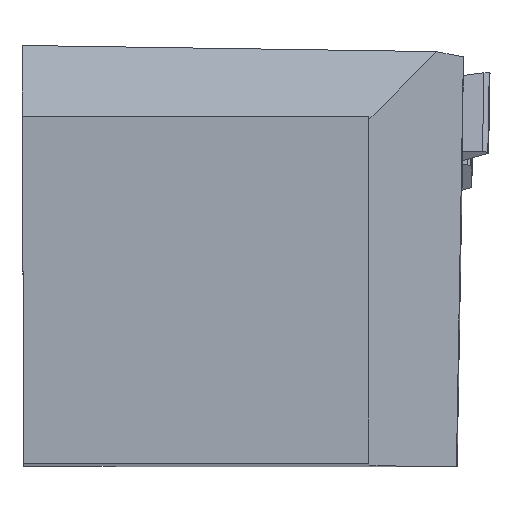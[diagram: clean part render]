
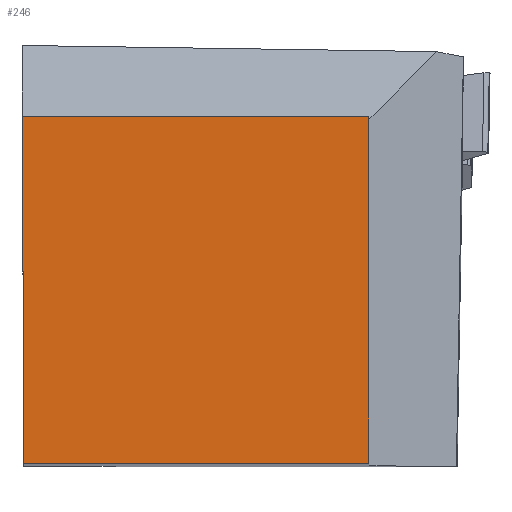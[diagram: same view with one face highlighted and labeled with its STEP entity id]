
A CAD part, top view. The second image highlights one B-rep face of the part: STEP entity #246.
In plain terms, the highlighted planar face has unit normal (0, 0, 1).
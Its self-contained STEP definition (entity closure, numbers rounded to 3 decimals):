
#246=ADVANCED_FACE('BLANK_BOXF006',(#368),#296,.F.);
#296=PLANE('',#1764);
#368=FACE_OUTER_BOUND('',#450,.T.);
#450=EDGE_LOOP('',(#848,#849,#850,#851));
#848=ORIENTED_EDGE('',*,*,#1254,.T.);
#849=ORIENTED_EDGE('',*,*,#1255,.T.);
#850=ORIENTED_EDGE('',*,*,#1256,.T.);
#851=ORIENTED_EDGE('',*,*,#1257,.T.);
#1048=VERTEX_POINT('',#3639);
#1049=VERTEX_POINT('',#3640);
#1050=VERTEX_POINT('',#3642);
#1051=VERTEX_POINT('',#3644);
#1254=EDGE_CURVE('',#1048,#1049,#1403,.T.);
#1255=EDGE_CURVE('',#1049,#1050,#1404,.T.);
#1256=EDGE_CURVE('',#1050,#1051,#1405,.T.);
#1257=EDGE_CURVE('',#1051,#1048,#1406,.T.);
#1403=LINE('',#3638,#1552);
#1404=LINE('',#3641,#1553);
#1405=LINE('',#3643,#1554);
#1406=LINE('',#3645,#1555);
#1552=VECTOR('',#2132,1.);
#1553=VECTOR('',#2133,1.);
#1554=VECTOR('',#2134,1.);
#1555=VECTOR('',#2135,1.);
#1764=AXIS2_PLACEMENT_3D('',#3646,#2136,#2137);
#2132=DIRECTION('',(0.,1.,0.));
#2133=DIRECTION('',(-1.,0.,0.));
#2134=DIRECTION('',(0.004,-1.,0.));
#2135=DIRECTION('',(1.,0.,0.));
#2136=DIRECTION('',(0.,0.,-1.));
#2137=DIRECTION('',(0.,-1.,0.));
#3638=CARTESIAN_POINT('',(24.875,-151.35,0.));
#3639=CARTESIAN_POINT('',(24.875,0.,0.));
#3640=CARTESIAN_POINT('',(24.875,24.875,0.));
#3641=CARTESIAN_POINT('',(151.35,24.875,0.));
#3642=CARTESIAN_POINT('',(0.,24.875,0.));
#3643=CARTESIAN_POINT('',(-0.552,151.349,0.));
#3644=CARTESIAN_POINT('',(0.109,0.,0.));
#3645=CARTESIAN_POINT('',(-151.35,0.,0.));
#3646=CARTESIAN_POINT('',(57.225,-5.,0.));
